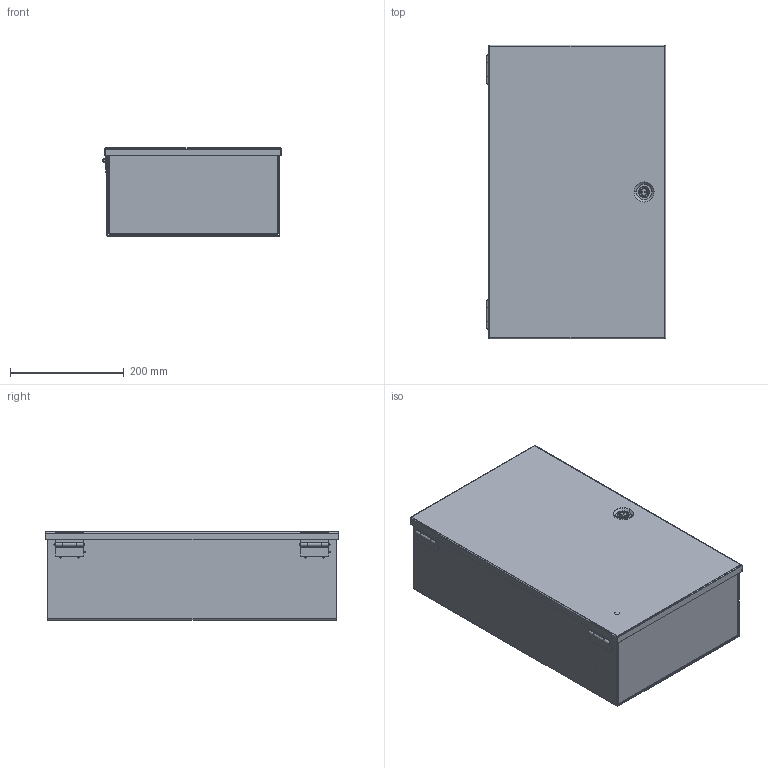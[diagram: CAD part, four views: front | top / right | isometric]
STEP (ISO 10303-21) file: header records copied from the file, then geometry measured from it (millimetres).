
FILE_DESCRIPTION (( 'STEP AP214' ), '1' );
FILE_NAME ('N1J20126.STEP', '2019-07-16T17:41:51', ( '' ), ( '' ), 'SwSTEP 2.0', 'SolidWorks 2018', '' );
FILE_SCHEMA (( 'AUTOMOTIVE_DESIGN' ));
Length unit declared in the file: inch
Products named in the file (1): N1J20126
Bounding box: 316.05 x 517.65 x 155.4 mm (x, y, z)
Volume: 1127142.7 mm3; surface area: 1498998.5 mm2
Topology: 18 solids, 18 shells, 477 faces, 1185 edges, 748 vertices
Faces by surface type: plane 224, cylinder 188, cone 45, bspline 16, torus 4
Entity records: 21418 total; most frequent: CARTESIAN_POINT 3531, DIRECTION 2448, ORIENTED_EDGE 2330, EDGE_CURVE 1165, AXIS2_PLACEMENT_3D 891, VERTEX_POINT 748, LINE 666, VECTOR 666
